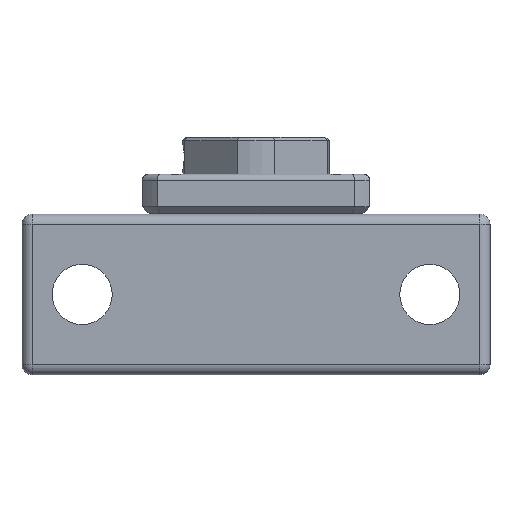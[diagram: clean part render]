
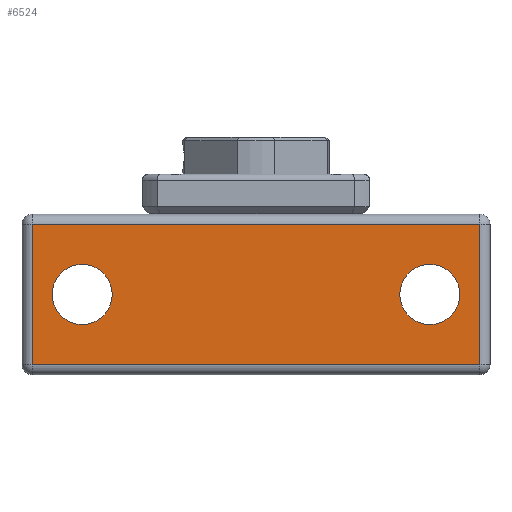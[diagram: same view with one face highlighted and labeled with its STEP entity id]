
A CAD part, front view. The second image highlights one B-rep face of the part: STEP entity #6524.
In plain terms, the highlighted planar face has unit normal (0, -1, 0).
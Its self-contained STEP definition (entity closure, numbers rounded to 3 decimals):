
#52 = ORIENTED_EDGE ( 'NONE', *, *, #1083, .T. ) ;
#436 = CARTESIAN_POINT ( 'NONE',  ( -33.5, -21.5, 10.5 ) ) ;
#557 = VERTEX_POINT ( 'NONE', #6233 ) ;
#675 = EDGE_CURVE ( 'NONE', #4380, #3753, #1988, .T. ) ;
#707 = ORIENTED_EDGE ( 'NONE', *, *, #2543, .T. ) ;
#843 = DIRECTION ( 'NONE',  ( -1., 0., 0. ) ) ;
#1083 = EDGE_CURVE ( 'NONE', #11100, #7420, #6480, .T. ) ;
#1102 = ORIENTED_EDGE ( 'NONE', *, *, #3794, .T. ) ;
#1183 = DIRECTION ( 'NONE',  ( 0., 1., 0. ) ) ;
#1452 = EDGE_LOOP ( 'NONE', ( #13930, #707 ) ) ;
#1554 = VECTOR ( 'NONE', #12080, 1000. ) ;
#1616 = EDGE_LOOP ( 'NONE', ( #13552, #52, #10861, #8179 ) ) ;
#1712 = FACE_BOUND ( 'NONE', #3578, .T. ) ;
#1861 = DIRECTION ( 'NONE',  ( 0., 1., 0. ) ) ;
#1906 = LINE ( 'NONE', #14367, #1554 ) ;
#1939 = CARTESIAN_POINT ( 'NONE',  ( -26., -21.5, 0. ) ) ;
#1988 = CIRCLE ( 'NONE', #2152, 4.5 ) ;
#2152 = AXIS2_PLACEMENT_3D ( 'NONE', #8792, #1861, #9973 ) ;
#2180 = DIRECTION ( 'NONE',  ( -1., 0., 0. ) ) ;
#2223 = DIRECTION ( 'NONE',  ( 0., 0., -1. ) ) ;
#2543 = EDGE_CURVE ( 'NONE', #3753, #4380, #8833, .T. ) ;
#2900 = CARTESIAN_POINT ( 'NONE',  ( -26., -21.5, -4.5 ) ) ;
#2972 = LINE ( 'NONE', #4446, #14961 ) ;
#3104 = DIRECTION ( 'NONE',  ( -1., 0., 0. ) ) ;
#3192 = AXIS2_PLACEMENT_3D ( 'NONE', #8082, #1183, #9290 ) ;
#3207 = AXIS2_PLACEMENT_3D ( 'NONE', #1939, #10067, #3104 ) ;
#3413 = DIRECTION ( 'NONE',  ( -1., 0., 0. ) ) ;
#3518 = VERTEX_POINT ( 'NONE', #2900 ) ;
#3578 = EDGE_LOOP ( 'NONE', ( #5212, #1102 ) ) ;
#3592 = AXIS2_PLACEMENT_3D ( 'NONE', #14739, #7764, #843 ) ;
#3753 = VERTEX_POINT ( 'NONE', #4360 ) ;
#3794 = EDGE_CURVE ( 'NONE', #3518, #12108, #4993, .T. ) ;
#4360 = CARTESIAN_POINT ( 'NONE',  ( 26., -21.5, -4.5 ) ) ;
#4371 = EDGE_CURVE ( 'NONE', #7420, #557, #1906, .T. ) ;
#4380 = VERTEX_POINT ( 'NONE', #10924 ) ;
#4410 = FACE_OUTER_BOUND ( 'NONE', #1616, .T. ) ;
#4446 = CARTESIAN_POINT ( 'NONE',  ( 35., -21.5, 10.5 ) ) ;
#4993 = CIRCLE ( 'NONE', #3207, 4.5 ) ;
#5212 = ORIENTED_EDGE ( 'NONE', *, *, #13201, .T. ) ;
#5616 = CARTESIAN_POINT ( 'NONE',  ( 35., -21.5, 12. ) ) ;
#6233 = CARTESIAN_POINT ( 'NONE',  ( 33.5, -21.5, 10.5 ) ) ;
#6480 = LINE ( 'NONE', #11215, #12317 ) ;
#6524 = ADVANCED_FACE ( 'NONE', ( #4410, #1712, #10608 ), #8006, .F. ) ;
#7041 = CIRCLE ( 'NONE', #3192, 4.5 ) ;
#7420 = VERTEX_POINT ( 'NONE', #11679 ) ;
#7764 = DIRECTION ( 'NONE',  ( 0., 1., 0. ) ) ;
#8006 = PLANE ( 'NONE',  #12975 ) ;
#8082 = CARTESIAN_POINT ( 'NONE',  ( -26., -21.5, 0. ) ) ;
#8179 = ORIENTED_EDGE ( 'NONE', *, *, #8454, .T. ) ;
#8454 = EDGE_CURVE ( 'NONE', #557, #14722, #2972, .T. ) ;
#8792 = CARTESIAN_POINT ( 'NONE',  ( 26., -21.5, 0. ) ) ;
#8833 = CIRCLE ( 'NONE', #3592, 4.5 ) ;
#9124 = CARTESIAN_POINT ( 'NONE',  ( -33.5, -21.5, 12. ) ) ;
#9290 = DIRECTION ( 'NONE',  ( -1., 0., 0. ) ) ;
#9973 = DIRECTION ( 'NONE',  ( -1., 0., 0. ) ) ;
#10067 = DIRECTION ( 'NONE',  ( 0., 1., 0. ) ) ;
#10147 = CARTESIAN_POINT ( 'NONE',  ( -33.5, -21.5, -10.5 ) ) ;
#10148 = VECTOR ( 'NONE', #2223, 1000. ) ;
#10380 = DIRECTION ( 'NONE',  ( 0., 1., 0. ) ) ;
#10608 = FACE_BOUND ( 'NONE', #1452, .T. ) ;
#10861 = ORIENTED_EDGE ( 'NONE', *, *, #4371, .T. ) ;
#10924 = CARTESIAN_POINT ( 'NONE',  ( 26., -21.5, 4.5 ) ) ;
#11100 = VERTEX_POINT ( 'NONE', #10147 ) ;
#11215 = CARTESIAN_POINT ( 'NONE',  ( 35., -21.5, -10.5 ) ) ;
#11603 = CARTESIAN_POINT ( 'NONE',  ( -26., -21.5, 4.5 ) ) ;
#11679 = CARTESIAN_POINT ( 'NONE',  ( 33.5, -21.5, -10.5 ) ) ;
#12080 = DIRECTION ( 'NONE',  ( 0., 0., 1. ) ) ;
#12108 = VERTEX_POINT ( 'NONE', #11603 ) ;
#12317 = VECTOR ( 'NONE', #13592, 1000. ) ;
#12975 = AXIS2_PLACEMENT_3D ( 'NONE', #5616, #10380, #3413 ) ;
#13201 = EDGE_CURVE ( 'NONE', #12108, #3518, #7041, .T. ) ;
#13552 = ORIENTED_EDGE ( 'NONE', *, *, #13602, .T. ) ;
#13592 = DIRECTION ( 'NONE',  ( 1., 0., 0. ) ) ;
#13602 = EDGE_CURVE ( 'NONE', #14722, #11100, #13954, .T. ) ;
#13930 = ORIENTED_EDGE ( 'NONE', *, *, #675, .T. ) ;
#13954 = LINE ( 'NONE', #9124, #10148 ) ;
#14367 = CARTESIAN_POINT ( 'NONE',  ( 33.5, -21.5, 12. ) ) ;
#14722 = VERTEX_POINT ( 'NONE', #436 ) ;
#14739 = CARTESIAN_POINT ( 'NONE',  ( 26., -21.5, 0. ) ) ;
#14961 = VECTOR ( 'NONE', #2180, 1000. ) ;
